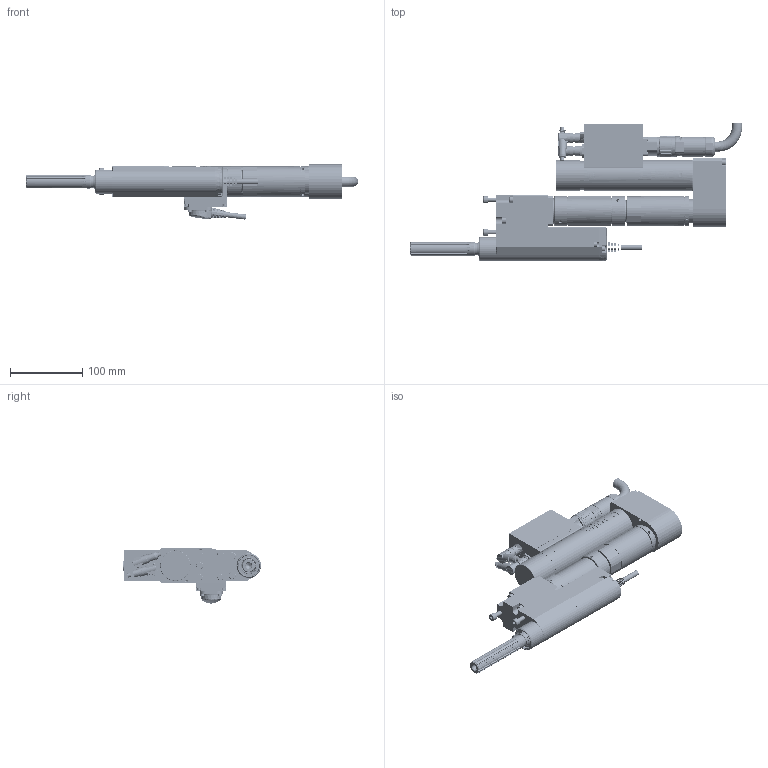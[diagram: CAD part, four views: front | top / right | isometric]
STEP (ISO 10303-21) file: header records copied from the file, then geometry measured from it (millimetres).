
FILE_DESCRIPTION(/* description */ (''),/* implementation_level */ '2;1');
FILE_NAME(/* name */ '1BDU35T2O-A_IAM_001.iam.step',/* time_stamp */ '2021-07-19T07:39:41+02:00',/* author */ ('cideon'),/* organization */ (''),/* preprocessor_version */ 'ST-DEVELOPER v17.2',/* originating_system */ 'Autodesk Inventor 2019',/* authorisation */ '');
FILE_SCHEMA (('AUTOMOTIVE_DESIGN { 1 0 10303 214 3 1 1 }'));
Products named in the file (1): Bauteil5
Bounding box: 459.52 x 191.39 x 76.66 mm (x, y, z)
Volume: 1060512.2 mm3; surface area: 294119.7 mm2
Topology: 2 solids, 2 shells, 5300 faces, 14738 edges, 9626 vertices
Faces by surface type: plane 3013, cylinder 1307, bspline 399, cone 339, torus 222, sphere 20
Full cylindrical faces by diameter (mm): 0.434 x4, 0.6 x32, 1.3 x2, 1.5 x2, 1.83 x4, 2.1 x2, 2.5 x6, 3 x8, 3.2 x2, 3.3 x4, 3.5 x8, 4 x15, 4.02 x2, 4.2 x6, 4.3 x4, 4.5 x4, 4.8 x1, 5 x13, 5.1 x1, 5.2 x1, 5.5 x8, 5.9 x2, 6 x8, 6.3 x2, 6.4 x1, 6.8 x1, 7 x4, 7.2 x4, 7.3 x3, 8 x4
Entity records: 242721 total; most frequent: CARTESIAN_POINT 103956, ORIENTED_EDGE 29416, DIRECTION 27352, EDGE_CURVE 14708, AXIS2_PLACEMENT_3D 9984, VERTEX_POINT 9626, LINE 7384, VECTOR 7384
